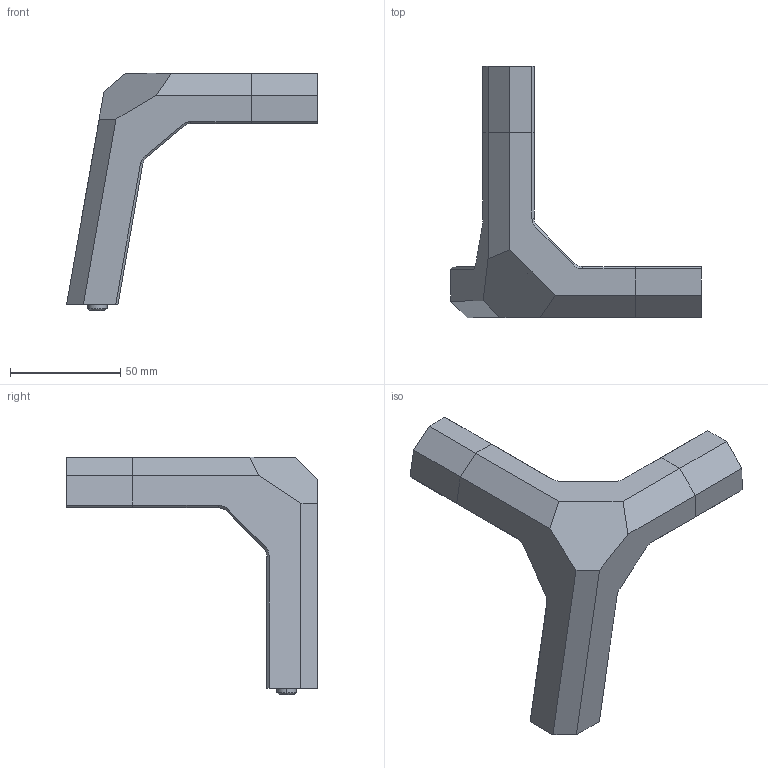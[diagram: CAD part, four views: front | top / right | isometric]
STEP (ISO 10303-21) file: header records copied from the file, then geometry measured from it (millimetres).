
FILE_DESCRIPTION (( 'STEP AP214' ), '1' );
FILE_NAME ('corner 2 V3 shortened 150mm.STEP', '2021-07-25T17:59:36', ( '' ), ( '' ), 'SwSTEP 2.0', 'SolidWorks 2020', '' );
FILE_SCHEMA (( 'AUTOMOTIVE_DESIGN' ));
Length unit declared in the file: millimetre
Products named in the file (1): corner 2 V3 shortened 150mm
Bounding box: 114 x 114 x 108 mm (x, y, z)
Volume: 79270.4 mm3; surface area: 24584.3 mm2
Topology: 3 solids, 3 shells, 105 faces, 271 edges, 174 vertices
Faces by surface type: plane 83, cylinder 14, cone 6, bspline 2
Entity records: 4376 total; most frequent: CARTESIAN_POINT 627, ORIENTED_EDGE 542, DIRECTION 493, EDGE_CURVE 271, VECTOR 225, LINE 225, VERTEX_POINT 174, AXIS2_PLACEMENT_3D 134
